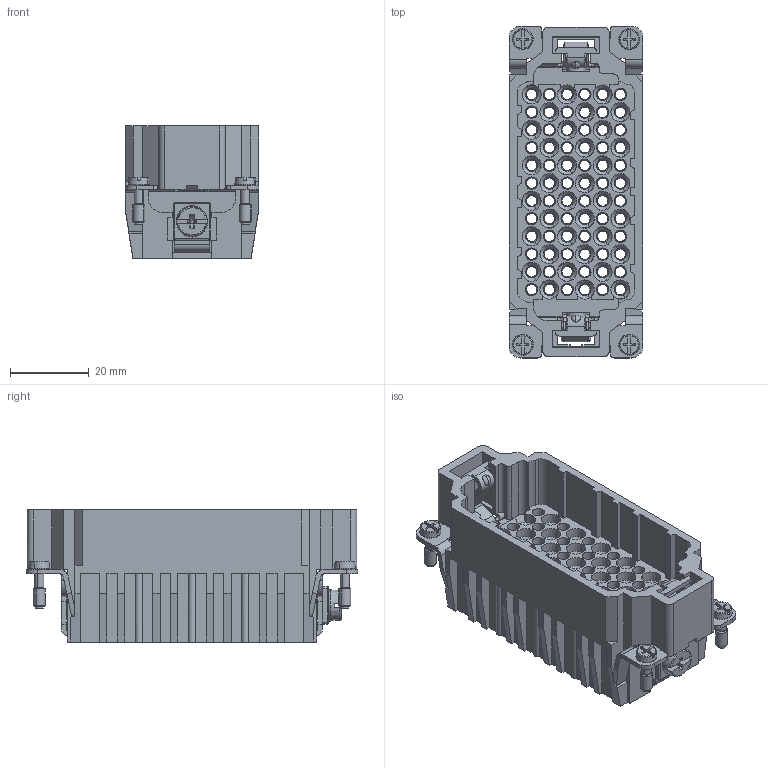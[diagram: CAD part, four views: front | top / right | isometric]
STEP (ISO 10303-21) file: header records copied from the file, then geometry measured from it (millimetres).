
FILE_DESCRIPTION(('CATIA V5 STEP Exchange','CAx-IF Rec.Pracs.--- Model Styling and Organization---1.4--- 2014-01-23'),'2;1');
FILE_NAME ('13440103_3', '2019-10-25T06:56:16+00:00', ('none'), ('Weidmueller'), 'CATIA Version 5-6 Release 2016 SP3 HF44', 'CATIA V5 STEP AP214', 'none');
FILE_SCHEMA(('AUTOMOTIVE_DESIGN { 1 0 10303 214 1 1 1 1 }'));
Products named in the file (1): 1651240000
Bounding box: 33.9 x 84.2 x 33.5 mm (x, y, z)
Volume: 30283 mm3; surface area: 36192.4 mm2
Topology: 1 solids, 1 shells, 2241 faces, 5594 edges, 3379 vertices
Faces by surface type: cone 904, plane 661, cylinder 585, torus 63, bspline 16, sphere 12
Entity records: 67363 total; most frequent: CARTESIAN_POINT 17063, ORIENTED_EDGE 11168, DIRECTION 8665, EDGE_CURVE 5584, AXIS2_PLACEMENT_3D 3691, VERTEX_POINT 3379, VECTOR 3133, LINE 3133
